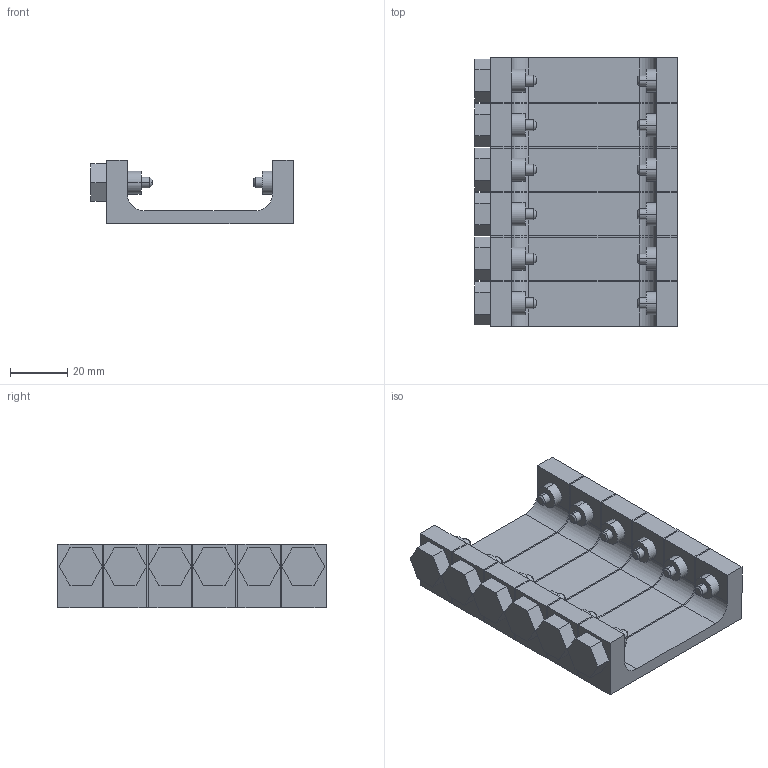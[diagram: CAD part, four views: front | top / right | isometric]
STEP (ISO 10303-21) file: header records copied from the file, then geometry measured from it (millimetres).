
FILE_DESCRIPTION (( 'STEP AP203' ), '1' );
FILE_NAME ('UR50600010722 暑祜脲牝 忮痱桕嚯 耦邃桧栩咫彘 RS52 (6) (000.801.506).STEP', '2022-04-18T05:48:43', ( '' ), ( '' ), 'SwSTEP 2.0', 'SolidWorks 2017', '' );
FILE_SCHEMA (( 'CONFIG_CONTROL_DESIGN' ));
Length unit declared in the file: millimetre
Products named in the file (6): 000.614.007 Ñîåäèíèòåëü ñòÿãèâàþùèé âåðòèêàëüíûé RS52; UR50600010722 暑祜脲牝 忮痱桕嚯 耦邃桧栩咫彘 RS52 (6) (000.801.506); 028-123 Ñîåäèíèòåëü ñòÿãèâàþùèé âåðòèêàëüíûé; 023-20 Áîëò ñîåäèíèòåëÿ_00; 016-87 Øòûðü; 000.614.005 Ñîåäèíèòåëü
Assembly tree (10 placements, depth 4):
  UR50600010722 暑祜脲牝 忮痱桕嚯 耦邃桧栩咫彘 RS52 (6) (000.801.506)
    000.614.007 Ñîåäèíèòåëü ñòÿãèâàþùèé âåðòèêàëüíûé RS52  x6
      000.614.005 Ñîåäèíèòåëü
        028-123 Ñîåäèíèòåëü ñòÿãèâàþùèé âåðòèêàëüíûé
        016-87 Øòûðü
      023-20 Áîëò ñîåäèíèòåëÿ_00
Bounding box: 70.5 x 93.5 x 22 mm (x, y, z)
Volume: 61344.9 mm3; surface area: 34665.1 mm2
Topology: 18 solids, 18 shells, 282 faces, 642 edges, 408 vertices
Faces by surface type: plane 138, cylinder 84, cone 60
Entity records: 2129 total; most frequent: DIRECTION 267, CARTESIAN_POINT 243, ORIENTED_EDGE 214, EDGE_CURVE 107, AXIS2_PLACEMENT_3D 100, VERTEX_POINT 68, VECTOR 67, LINE 67
